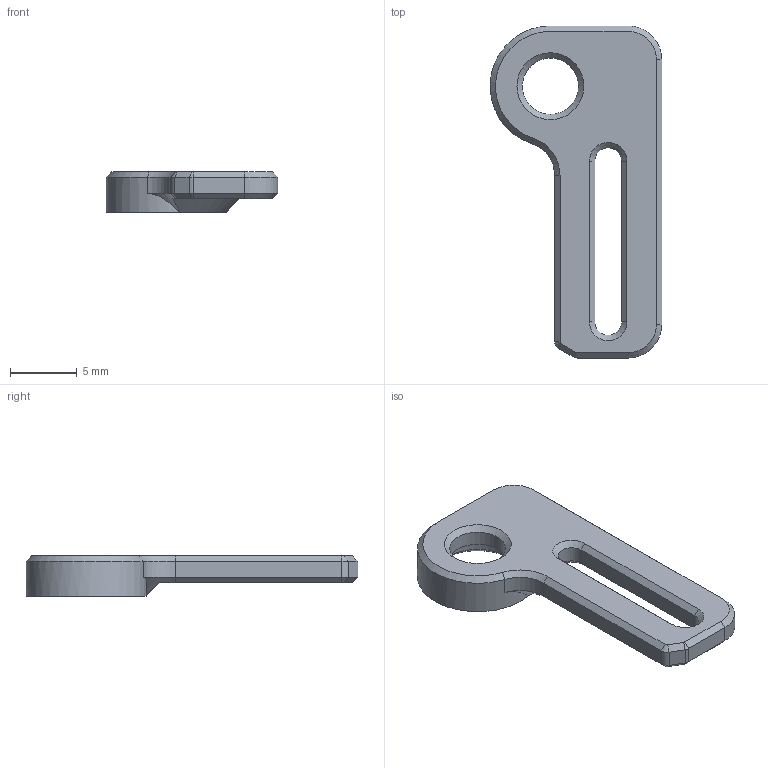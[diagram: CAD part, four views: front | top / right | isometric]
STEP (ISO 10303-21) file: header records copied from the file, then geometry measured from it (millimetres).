
FILE_DESCRIPTION(/* description */ (''),/* implementation_level */ '2;1');
FILE_NAME(/* name */ 'bed_underside_cable_clip.step',/* time_stamp */ '2020-09-11T11:39:38-07:00',/* author */ (''),/* organization */ (''),/* preprocessor_version */ 'ST-DEVELOPER v18.1',/* originating_system */ 'Autodesk Translation Framework v9.3.0.1241',/* authorisation */ '');
FILE_SCHEMA (('AUTOMOTIVE_DESIGN { 1 0 10303 214 3 1 1 }'));
Length unit declared in the file: millimetre
Products named in the file (1): V0_Assembly_Rev2_rear_bed_mountR
Bounding box: 12.81 x 24.8 x 3 mm (x, y, z)
Volume: 395.6 mm3; surface area: 596.3 mm2
Topology: 1 solids, 1 shells, 53 faces, 120 edges, 70 vertices
Faces by surface type: plane 25, cone 18, cylinder 10
Full cylindrical faces by diameter (mm): 4.2 x1, 6 x1
Entity records: 1511 total; most frequent: DIRECTION 265, CARTESIAN_POINT 261, ORIENTED_EDGE 240, EDGE_CURVE 120, AXIS2_PLACEMENT_3D 95, LINE 75, VECTOR 75, VERTEX_POINT 70
